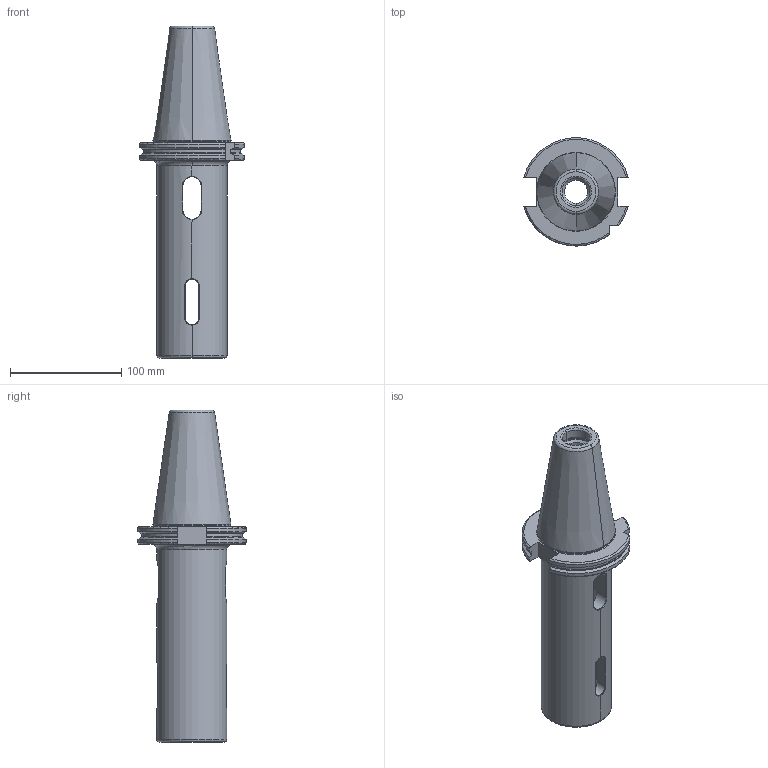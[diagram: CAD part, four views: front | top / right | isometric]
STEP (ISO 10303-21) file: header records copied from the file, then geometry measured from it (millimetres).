
FILE_DESCRIPTION((''),'2;1');
FILE_NAME('502_07_05_1','2020-09-26T',('104091'),(''),'CREO PARAMETRIC BY PTC INC, 2016260','CREO PARAMETRIC BY PTC INC, 2016260','');
FILE_SCHEMA(('CONFIG_CONTROL_DESIGN'));
Length unit declared in the file: millimetre
Products named in the file (1): 502_07_05_1
Bounding box: 94.05 x 97.31 x 298.75 mm (x, y, z)
Volume: 649442.4 mm3; surface area: 98426 mm2
Topology: 1 solids, 1 shells, 139 faces, 370 edges, 226 vertices
Faces by surface type: plane 38, torus 34, cylinder 31, cone 20, bspline 16
Entity records: 6222 total; most frequent: CARTESIAN_POINT 2872, ORIENTED_EDGE 736, DIRECTION 643, EDGE_CURVE 368, AXIS2_PLACEMENT_3D 246, VERTEX_POINT 226, VECTOR 151, LINE 151
